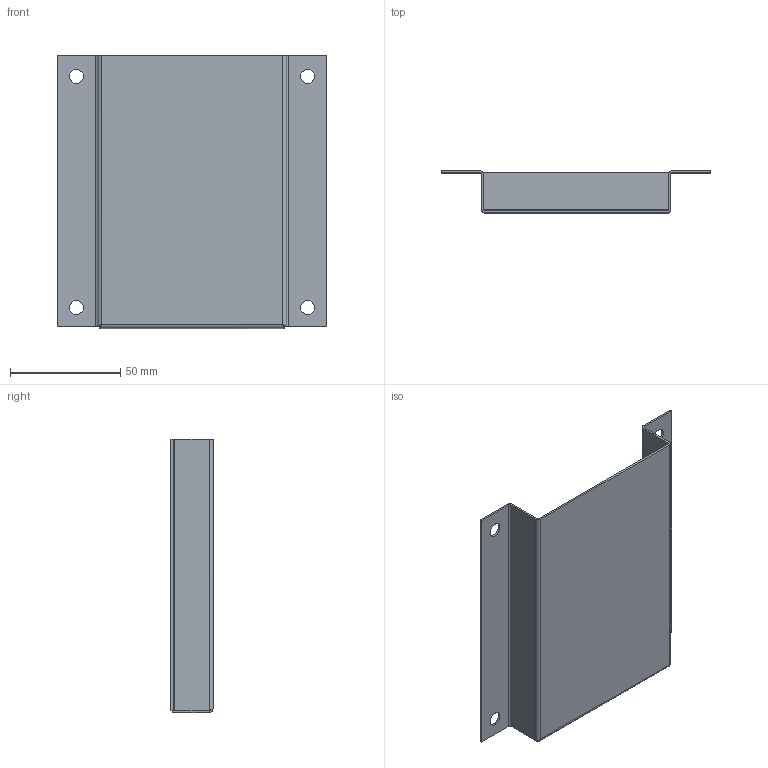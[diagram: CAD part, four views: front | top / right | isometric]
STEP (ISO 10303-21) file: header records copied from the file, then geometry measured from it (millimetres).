
FILE_DESCRIPTION( ( 'Unknown' ), '1' );
FILE_NAME( 'AFLK4.stp', 'Unknown', ( 'Unknown' ), ( 'Unknown' ), 'PSStep 16.0.42', 'Unknown', ' ' );
FILE_SCHEMA( ( 'AUTOMOTIVE_DESIGN { 1 0 10303 214 1 1 1 1 }' ) );
Length unit declared in the file: millimetre
Products named in the file (1): 1
Bounding box: 122 x 19.05 x 123.83 mm (x, y, z)
Volume: 18783.4 mm3; surface area: 41702.7 mm2
Topology: 1 solids, 1 shells, 38 faces, 96 edges, 60 vertices
Faces by surface type: plane 20, cylinder 14, bspline 4
Full cylindrical faces by diameter (mm): 6.35 x4
Entity records: 1524 total; most frequent: CARTESIAN_POINT 331, ORIENTED_EDGE 176, DIRECTION 170, EDGE_CURVE 88, LINE 60, VECTOR 60, VERTEX_POINT 56, AXIS2_PLACEMENT_3D 55
